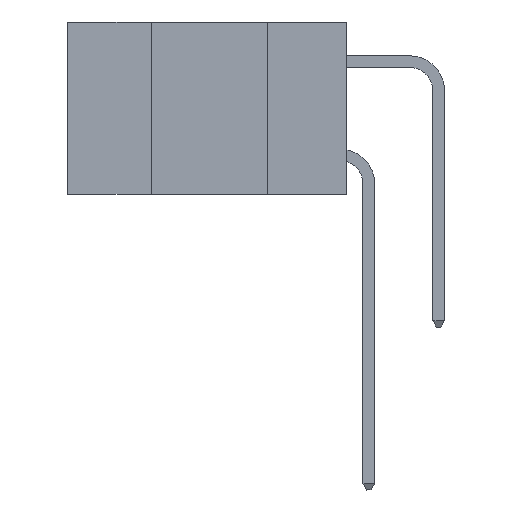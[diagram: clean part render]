
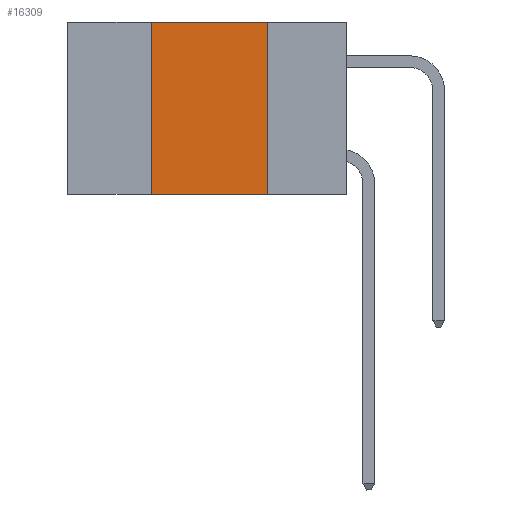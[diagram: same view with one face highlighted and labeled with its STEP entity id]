
A CAD part, left-side view. The second image highlights one B-rep face of the part: STEP entity #16309.
In plain terms, the highlighted planar face has unit normal (-1, 0, 0).
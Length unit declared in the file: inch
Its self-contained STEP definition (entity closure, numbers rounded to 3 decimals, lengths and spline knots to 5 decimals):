
#131 = CARTESIAN_POINT ( 'NONE',  ( 0., 0.6, -0.37 ) ) ;
#1489 = EDGE_CURVE ( 'NONE', #12665, #6905, #16842, .T. ) ;
#2101 = VERTEX_POINT ( 'NONE', #9148 ) ;
#2229 = VECTOR ( 'NONE', #9930, 39.37008 ) ;
#2433 = CARTESIAN_POINT ( 'NONE',  ( 0., 0.6, 0. ) ) ;
#3663 = CARTESIAN_POINT ( 'NONE',  ( 0., 0.42, -0.37 ) ) ;
#3897 = DIRECTION ( 'NONE',  ( 0., 0., -1. ) ) ;
#6611 = ORIENTED_EDGE ( 'NONE', *, *, #14729, .F. ) ;
#6905 = VERTEX_POINT ( 'NONE', #17295 ) ;
#8788 = VECTOR ( 'NONE', #17645, 39.37008 ) ;
#9148 = CARTESIAN_POINT ( 'NONE',  ( 0., 0.17, -0.37 ) ) ;
#9762 = EDGE_CURVE ( 'NONE', #12665, #2101, #13225, .T. ) ;
#9930 = DIRECTION ( 'NONE',  ( 0., -1., 0. ) ) ;
#10723 = PLANE ( 'NONE',  #11847 ) ;
#10872 = ORIENTED_EDGE ( 'NONE', *, *, #11060, .F. ) ;
#11060 = EDGE_CURVE ( 'NONE', #6905, #16837, #17488, .T. ) ;
#11648 = EDGE_LOOP ( 'NONE', ( #6611, #10872, #15064, #11990 ) ) ;
#11847 = AXIS2_PLACEMENT_3D ( 'NONE', #2433, #12082, #3897 ) ;
#11990 = ORIENTED_EDGE ( 'NONE', *, *, #9762, .T. ) ;
#12082 = DIRECTION ( 'NONE',  ( 1., 0., 0. ) ) ;
#12414 = LINE ( 'NONE', #13686, #8788 ) ;
#12665 = VERTEX_POINT ( 'NONE', #3663 ) ;
#13215 = CARTESIAN_POINT ( 'NONE',  ( 0., 0.42, 0. ) ) ;
#13225 = LINE ( 'NONE', #131, #2229 ) ;
#13374 = VECTOR ( 'NONE', #16551, 39.37008 ) ;
#13421 = CARTESIAN_POINT ( 'NONE',  ( 0., 0.17, 0. ) ) ;
#13686 = CARTESIAN_POINT ( 'NONE',  ( 0., 0.17, 0. ) ) ;
#14020 = FACE_OUTER_BOUND ( 'NONE', #11648, .T. ) ;
#14204 = CARTESIAN_POINT ( 'NONE',  ( 0., 0.6, 0. ) ) ;
#14729 = EDGE_CURVE ( 'NONE', #16837, #2101, #12414, .T. ) ;
#15064 = ORIENTED_EDGE ( 'NONE', *, *, #1489, .F. ) ;
#15509 = DIRECTION ( 'NONE',  ( 0., -1., 0. ) ) ;
#16309 = ADVANCED_FACE ( 'NONE', ( #14020 ), #10723, .F. ) ;
#16551 = DIRECTION ( 'NONE',  ( 0., 0., 1. ) ) ;
#16837 = VERTEX_POINT ( 'NONE', #13421 ) ;
#16842 = LINE ( 'NONE', #13215, #13374 ) ;
#17064 = VECTOR ( 'NONE', #15509, 39.37008 ) ;
#17295 = CARTESIAN_POINT ( 'NONE',  ( 0., 0.42, 0. ) ) ;
#17488 = LINE ( 'NONE', #14204, #17064 ) ;
#17645 = DIRECTION ( 'NONE',  ( 0., 0., -1. ) ) ;
